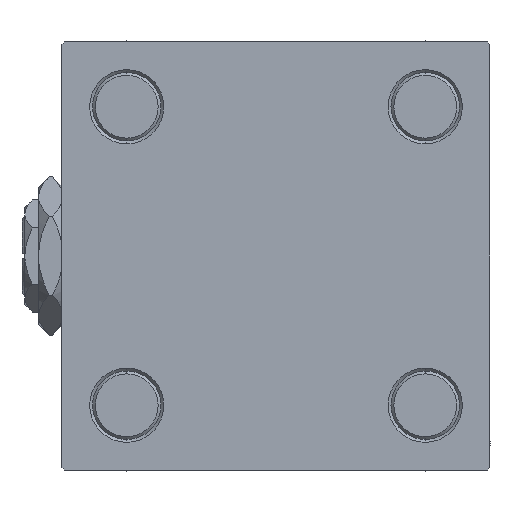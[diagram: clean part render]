
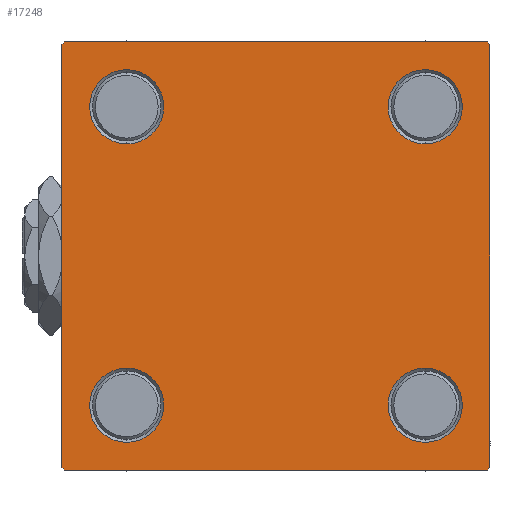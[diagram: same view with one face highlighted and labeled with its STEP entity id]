
A CAD part, left-side view. The second image highlights one B-rep face of the part: STEP entity #17248.
In plain terms, the highlighted planar face has unit normal (-1, 0, 0).
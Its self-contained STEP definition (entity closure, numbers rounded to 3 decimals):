
#119 = EDGE_CURVE ( 'NONE', #31710, #15167, #38634, .T. ) ;
#151 = CARTESIAN_POINT ( 'NONE',  ( 0., -26.15, -19.65 ) ) ;
#1323 = ORIENTED_EDGE ( 'NONE', *, *, #119, .T. ) ;
#1333 = CARTESIAN_POINT ( 'NONE',  ( 0., 26.15, 26.15 ) ) ;
#1521 = DIRECTION ( 'NONE',  ( 0., 0., 1. ) ) ;
#1928 = CARTESIAN_POINT ( 'NONE',  ( 0., -37.5, 37. ) ) ;
#2054 = DIRECTION ( 'NONE',  ( 0., 0., 1. ) ) ;
#2685 = CARTESIAN_POINT ( 'NONE',  ( 0., 37.5, -37.5 ) ) ;
#2780 = VECTOR ( 'NONE', #27828, 1000. ) ;
#3309 = VERTEX_POINT ( 'NONE', #6709 ) ;
#4000 = DIRECTION ( 'NONE',  ( 1., 0., 0. ) ) ;
#4001 = VERTEX_POINT ( 'NONE', #28729 ) ;
#4214 = LINE ( 'NONE', #48038, #46573 ) ;
#4276 = AXIS2_PLACEMENT_3D ( 'NONE', #32695, #29014, #49450 ) ;
#5070 = CARTESIAN_POINT ( 'NONE',  ( 0., 37., -37.5 ) ) ;
#5571 = ORIENTED_EDGE ( 'NONE', *, *, #16813, .T. ) ;
#5624 = VERTEX_POINT ( 'NONE', #1928 ) ;
#5936 = EDGE_CURVE ( 'NONE', #15167, #31710, #37991, .T. ) ;
#6402 = LINE ( 'NONE', #38152, #51641 ) ;
#6607 = ORIENTED_EDGE ( 'NONE', *, *, #38833, .T. ) ;
#6709 = CARTESIAN_POINT ( 'NONE',  ( 0., 37.5, 37. ) ) ;
#6764 = VERTEX_POINT ( 'NONE', #151 ) ;
#6868 = CARTESIAN_POINT ( 'NONE',  ( 0., 37., 37.5 ) ) ;
#7946 = CARTESIAN_POINT ( 'NONE',  ( 0., 26.15, -26.15 ) ) ;
#8104 = AXIS2_PLACEMENT_3D ( 'NONE', #1333, #46715, #19173 ) ;
#9174 = FACE_OUTER_BOUND ( 'NONE', #42686, .T. ) ;
#9214 = EDGE_CURVE ( 'NONE', #23442, #11247, #40409, .T. ) ;
#9272 = EDGE_CURVE ( 'NONE', #3309, #21183, #21500, .T. ) ;
#9665 = CIRCLE ( 'NONE', #45688, 6.5 ) ;
#9945 = DIRECTION ( 'NONE',  ( 0., 0., -1. ) ) ;
#9997 = CARTESIAN_POINT ( 'NONE',  ( 0., -37.25, -37.25 ) ) ;
#10002 = VECTOR ( 'NONE', #42056, 1000. ) ;
#10710 = VECTOR ( 'NONE', #29952, 1000. ) ;
#11247 = VERTEX_POINT ( 'NONE', #39325 ) ;
#12345 = AXIS2_PLACEMENT_3D ( 'NONE', #27361, #43372, #46787 ) ;
#13082 = CARTESIAN_POINT ( 'NONE',  ( 0., -26.15, 26.15 ) ) ;
#13308 = DIRECTION ( 'NONE',  ( 1., 0., 0. ) ) ;
#13503 = VERTEX_POINT ( 'NONE', #35774 ) ;
#13556 = DIRECTION ( 'NONE',  ( 0., 0., 1. ) ) ;
#13927 = LINE ( 'NONE', #9997, #10710 ) ;
#14697 = EDGE_CURVE ( 'NONE', #21183, #51261, #4214, .T. ) ;
#15137 = CARTESIAN_POINT ( 'NONE',  ( 0., -26.15, -26.15 ) ) ;
#15167 = VERTEX_POINT ( 'NONE', #48453 ) ;
#15799 = CIRCLE ( 'NONE', #42592, 6.5 ) ;
#15824 = DIRECTION ( 'NONE',  ( 0., 0., 1. ) ) ;
#15934 = EDGE_CURVE ( 'NONE', #13503, #4001, #19011, .T. ) ;
#16280 = ORIENTED_EDGE ( 'NONE', *, *, #24805, .F. ) ;
#16700 = LINE ( 'NONE', #20629, #39848 ) ;
#16813 = EDGE_CURVE ( 'NONE', #4001, #13503, #27390, .T. ) ;
#17236 = EDGE_LOOP ( 'NONE', ( #5571, #42379 ) ) ;
#17248 = ADVANCED_FACE ( 'NONE', ( #17299, #26199, #29127, #45887, #9174 ), #37238, .T. ) ;
#17299 = FACE_BOUND ( 'NONE', #24298, .T. ) ;
#17402 = ORIENTED_EDGE ( 'NONE', *, *, #49492, .T. ) ;
#18179 = AXIS2_PLACEMENT_3D ( 'NONE', #33317, #33823, #2054 ) ;
#18313 = DIRECTION ( 'NONE',  ( 1., 0., 0. ) ) ;
#18632 = VERTEX_POINT ( 'NONE', #31446 ) ;
#19011 = CIRCLE ( 'NONE', #8104, 6.5 ) ;
#19173 = DIRECTION ( 'NONE',  ( 0., 0., 1. ) ) ;
#20629 = CARTESIAN_POINT ( 'NONE',  ( 0., 37.25, 37.25 ) ) ;
#20665 = ORIENTED_EDGE ( 'NONE', *, *, #24839, .T. ) ;
#20666 = CARTESIAN_POINT ( 'NONE',  ( 0., -26.15, 26.15 ) ) ;
#21183 = VERTEX_POINT ( 'NONE', #35985 ) ;
#21193 = EDGE_LOOP ( 'NONE', ( #1323, #37060 ) ) ;
#21500 = LINE ( 'NONE', #37502, #29616 ) ;
#22704 = CARTESIAN_POINT ( 'NONE',  ( 0., -37.5, 37.5 ) ) ;
#22906 = AXIS2_PLACEMENT_3D ( 'NONE', #7946, #4000, #15824 ) ;
#23302 = CIRCLE ( 'NONE', #36723, 6.5 ) ;
#23442 = VERTEX_POINT ( 'NONE', #6868 ) ;
#24298 = EDGE_LOOP ( 'NONE', ( #20665, #17402 ) ) ;
#24594 = ORIENTED_EDGE ( 'NONE', *, *, #45749, .T. ) ;
#24805 = EDGE_CURVE ( 'NONE', #5624, #47839, #33797, .T. ) ;
#24839 = EDGE_CURVE ( 'NONE', #18632, #33522, #23302, .T. ) ;
#24895 = ORIENTED_EDGE ( 'NONE', *, *, #9214, .F. ) ;
#25793 = CIRCLE ( 'NONE', #45087, 6.5 ) ;
#26199 = FACE_BOUND ( 'NONE', #31651, .T. ) ;
#26623 = VERTEX_POINT ( 'NONE', #49972 ) ;
#27361 = CARTESIAN_POINT ( 'NONE',  ( 0., 26.15, 26.15 ) ) ;
#27390 = CIRCLE ( 'NONE', #12345, 6.5 ) ;
#27510 = VECTOR ( 'NONE', #49787, 1000. ) ;
#27793 = EDGE_CURVE ( 'NONE', #51261, #38319, #30260, .T. ) ;
#27828 = DIRECTION ( 'NONE',  ( 0., -1., 0. ) ) ;
#27993 = DIRECTION ( 'NONE',  ( 0., 0.707, -0.707 ) ) ;
#28729 = CARTESIAN_POINT ( 'NONE',  ( 0., 26.15, 32.65 ) ) ;
#28771 = CARTESIAN_POINT ( 'NONE',  ( 0., -37., -37.5 ) ) ;
#28844 = ORIENTED_EDGE ( 'NONE', *, *, #42794, .T. ) ;
#29014 = DIRECTION ( 'NONE',  ( 1., 0., 0. ) ) ;
#29127 = FACE_BOUND ( 'NONE', #21193, .T. ) ;
#29357 = DIRECTION ( 'NONE',  ( 1., 0., 0. ) ) ;
#29616 = VECTOR ( 'NONE', #9945, 1000. ) ;
#29952 = DIRECTION ( 'NONE',  ( 0., -0.707, 0.707 ) ) ;
#30260 = LINE ( 'NONE', #2685, #10002 ) ;
#31446 = CARTESIAN_POINT ( 'NONE',  ( 0., -26.15, 32.65 ) ) ;
#31478 = ORIENTED_EDGE ( 'NONE', *, *, #48246, .T. ) ;
#31651 = EDGE_LOOP ( 'NONE', ( #6607, #35651 ) ) ;
#31710 = VERTEX_POINT ( 'NONE', #34189 ) ;
#32695 = CARTESIAN_POINT ( 'NONE',  ( 0., 26.15, -26.15 ) ) ;
#33317 = CARTESIAN_POINT ( 'NONE',  ( 0., 0., 0. ) ) ;
#33522 = VERTEX_POINT ( 'NONE', #51355 ) ;
#33797 = LINE ( 'NONE', #22704, #27510 ) ;
#33823 = DIRECTION ( 'NONE',  ( -1., 0., 0. ) ) ;
#34189 = CARTESIAN_POINT ( 'NONE',  ( 0., 26.15, -19.65 ) ) ;
#34654 = CARTESIAN_POINT ( 'NONE',  ( 0., -26.15, -26.15 ) ) ;
#35434 = CARTESIAN_POINT ( 'NONE',  ( 0., 37.5, 37.5 ) ) ;
#35584 = ORIENTED_EDGE ( 'NONE', *, *, #27793, .T. ) ;
#35651 = ORIENTED_EDGE ( 'NONE', *, *, #48268, .T. ) ;
#35774 = CARTESIAN_POINT ( 'NONE',  ( 0., 26.15, 19.65 ) ) ;
#35985 = CARTESIAN_POINT ( 'NONE',  ( 0., 37.5, -37. ) ) ;
#36723 = AXIS2_PLACEMENT_3D ( 'NONE', #13082, #29357, #1521 ) ;
#37060 = ORIENTED_EDGE ( 'NONE', *, *, #5936, .T. ) ;
#37238 = PLANE ( 'NONE',  #18179 ) ;
#37502 = CARTESIAN_POINT ( 'NONE',  ( 0., 37.5, 37.5 ) ) ;
#37991 = CIRCLE ( 'NONE', #22906, 6.5 ) ;
#38152 = CARTESIAN_POINT ( 'NONE',  ( 0., -37.25, 37.25 ) ) ;
#38319 = VERTEX_POINT ( 'NONE', #28771 ) ;
#38332 = DIRECTION ( 'NONE',  ( 1., 0., 0. ) ) ;
#38634 = CIRCLE ( 'NONE', #4276, 6.5 ) ;
#38833 = EDGE_CURVE ( 'NONE', #6764, #26623, #9665, .T. ) ;
#39245 = ORIENTED_EDGE ( 'NONE', *, *, #9272, .T. ) ;
#39325 = CARTESIAN_POINT ( 'NONE',  ( 0., -37., 37.5 ) ) ;
#39848 = VECTOR ( 'NONE', #27993, 1000. ) ;
#40409 = LINE ( 'NONE', #35434, #2780 ) ;
#42056 = DIRECTION ( 'NONE',  ( 0., -1., 0. ) ) ;
#42379 = ORIENTED_EDGE ( 'NONE', *, *, #15934, .T. ) ;
#42592 = AXIS2_PLACEMENT_3D ( 'NONE', #20666, #13308, #13556 ) ;
#42621 = DIRECTION ( 'NONE',  ( 0., 0.707, 0.707 ) ) ;
#42686 = EDGE_LOOP ( 'NONE', ( #39245, #49441, #35584, #31478, #16280, #24594, #24895, #28844 ) ) ;
#42794 = EDGE_CURVE ( 'NONE', #23442, #3309, #16700, .T. ) ;
#43372 = DIRECTION ( 'NONE',  ( 1., 0., 0. ) ) ;
#45087 = AXIS2_PLACEMENT_3D ( 'NONE', #34654, #38332, #46204 ) ;
#45688 = AXIS2_PLACEMENT_3D ( 'NONE', #15137, #18313, #46638 ) ;
#45749 = EDGE_CURVE ( 'NONE', #5624, #11247, #6402, .T. ) ;
#45850 = CARTESIAN_POINT ( 'NONE',  ( 0., -37.5, -37. ) ) ;
#45887 = FACE_BOUND ( 'NONE', #17236, .T. ) ;
#46204 = DIRECTION ( 'NONE',  ( 0., 0., 1. ) ) ;
#46573 = VECTOR ( 'NONE', #47265, 1000. ) ;
#46638 = DIRECTION ( 'NONE',  ( 0., 0., 1. ) ) ;
#46715 = DIRECTION ( 'NONE',  ( 1., 0., 0. ) ) ;
#46787 = DIRECTION ( 'NONE',  ( 0., 0., 1. ) ) ;
#47265 = DIRECTION ( 'NONE',  ( 0., -0.707, -0.707 ) ) ;
#47839 = VERTEX_POINT ( 'NONE', #45850 ) ;
#48038 = CARTESIAN_POINT ( 'NONE',  ( 0., 37.25, -37.25 ) ) ;
#48246 = EDGE_CURVE ( 'NONE', #38319, #47839, #13927, .T. ) ;
#48268 = EDGE_CURVE ( 'NONE', #26623, #6764, #25793, .T. ) ;
#48453 = CARTESIAN_POINT ( 'NONE',  ( 0., 26.15, -32.65 ) ) ;
#49441 = ORIENTED_EDGE ( 'NONE', *, *, #14697, .T. ) ;
#49450 = DIRECTION ( 'NONE',  ( 0., 0., 1. ) ) ;
#49492 = EDGE_CURVE ( 'NONE', #33522, #18632, #15799, .T. ) ;
#49787 = DIRECTION ( 'NONE',  ( 0., 0., -1. ) ) ;
#49972 = CARTESIAN_POINT ( 'NONE',  ( 0., -26.15, -32.65 ) ) ;
#51261 = VERTEX_POINT ( 'NONE', #5070 ) ;
#51355 = CARTESIAN_POINT ( 'NONE',  ( 0., -26.15, 19.65 ) ) ;
#51641 = VECTOR ( 'NONE', #42621, 1000. ) ;
